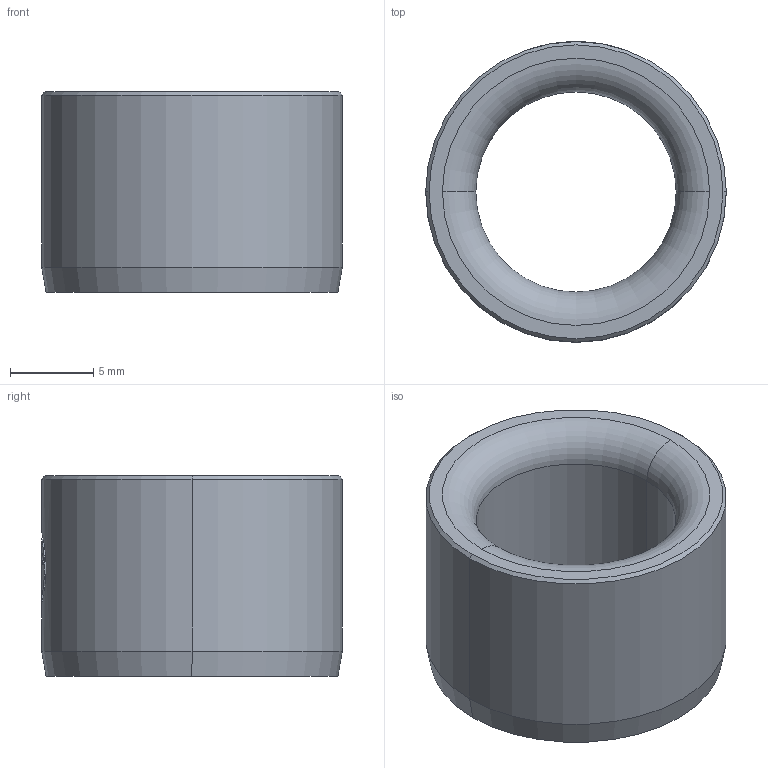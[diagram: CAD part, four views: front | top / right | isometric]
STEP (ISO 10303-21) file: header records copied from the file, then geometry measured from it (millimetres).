
FILE_DESCRIPTION (( 'STEP AP214' ), '1' );
FILE_NAME ('JHA JHAM-d12-L12.step', '2021-10-12T05:38:49', ( 'User' ), ( 'china' ), 'SwSTEP 2.0', 'SolidWorks 2016', '' );
FILE_SCHEMA (( 'AUTOMOTIVE_DESIGN' ));
Length unit declared in the file: millimetre
Products named in the file (1): JHA JHAM-d12-L12
Bounding box: 18 x 18 x 12 mm (x, y, z)
Volume: 1643.9 mm3; surface area: 1354.7 mm2
Topology: 1 solids, 1 shells, 34 faces, 82 edges, 52 vertices
Faces by surface type: cylinder 16, plane 10, cone 6, torus 2
Entity records: 1220 total; most frequent: CARTESIAN_POINT 419, ORIENTED_EDGE 164, DIRECTION 150, EDGE_CURVE 82, AXIS2_PLACEMENT_3D 57, VERTEX_POINT 52, EDGE_LOOP 38, VECTOR 36
